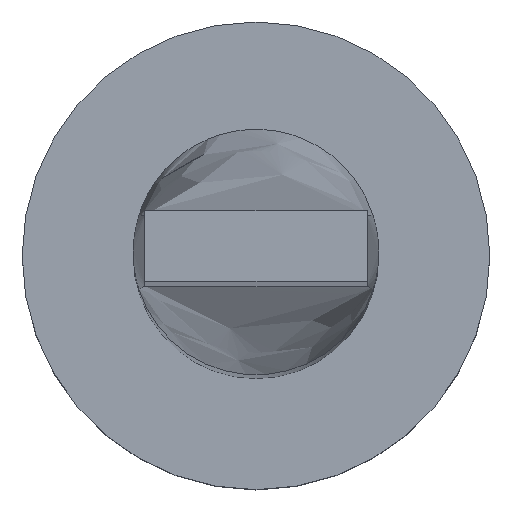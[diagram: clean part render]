
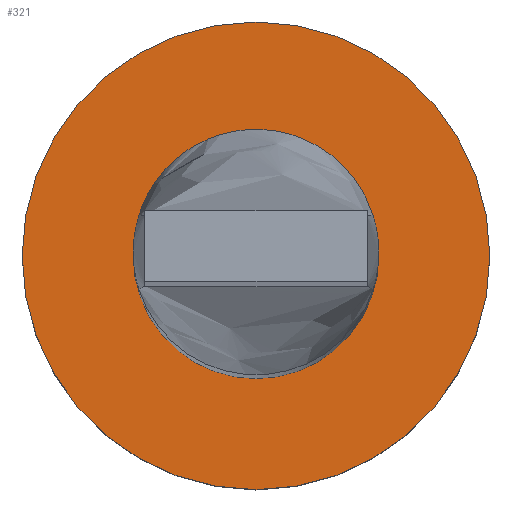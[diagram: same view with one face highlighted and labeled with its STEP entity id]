
A CAD part, top view. The second image highlights one B-rep face of the part: STEP entity #321.
In plain terms, the highlighted planar face has unit normal (0, 0, 1).
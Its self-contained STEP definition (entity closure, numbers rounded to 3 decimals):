
#47 = CARTESIAN_POINT ( 'NONE',  ( 0., 0., 3. ) ) ;
#67 = DIRECTION ( 'NONE',  ( 1., 0., 0. ) ) ;
#70 = ORIENTED_EDGE ( 'NONE', *, *, #391, .F. ) ;
#73 = CARTESIAN_POINT ( 'NONE',  ( 0., 0., 3. ) ) ;
#87 = PLANE ( 'NONE',  #198 ) ;
#103 = CARTESIAN_POINT ( 'NONE',  ( 0., 0., 3. ) ) ;
#111 = VERTEX_POINT ( 'NONE', #127 ) ;
#121 = CIRCLE ( 'NONE', #355, 2.1 ) ;
#127 = CARTESIAN_POINT ( 'NONE',  ( 4., 0., 3. ) ) ;
#129 = CARTESIAN_POINT ( 'NONE',  ( 2.1, 0., 3. ) ) ;
#153 = ORIENTED_EDGE ( 'NONE', *, *, #475, .T. ) ;
#161 = DIRECTION ( 'NONE',  ( 0., 0., 1. ) ) ;
#175 = ORIENTED_EDGE ( 'NONE', *, *, #535, .F. ) ;
#179 = AXIS2_PLACEMENT_3D ( 'NONE', #73, #161, #474 ) ;
#180 = CARTESIAN_POINT ( 'NONE',  ( 0., 0., 3. ) ) ;
#198 = AXIS2_PLACEMENT_3D ( 'NONE', #180, #541, #362 ) ;
#207 = EDGE_CURVE ( 'NONE', #449, #111, #286, .T. ) ;
#227 = DIRECTION ( 'NONE',  ( 0., 0., 1. ) ) ;
#286 = CIRCLE ( 'NONE', #179, 4. ) ;
#304 = EDGE_LOOP ( 'NONE', ( #175, #70 ) ) ;
#309 = AXIS2_PLACEMENT_3D ( 'NONE', #516, #513, #67 ) ;
#321 = ADVANCED_FACE ( 'NONE', ( #358, #496 ), #87, .T. ) ;
#323 = CIRCLE ( 'NONE', #309, 2.1 ) ;
#324 = AXIS2_PLACEMENT_3D ( 'NONE', #103, #469, #344 ) ;
#344 = DIRECTION ( 'NONE',  ( 1., 0., 0. ) ) ;
#345 = VERTEX_POINT ( 'NONE', #129 ) ;
#355 = AXIS2_PLACEMENT_3D ( 'NONE', #47, #227, #500 ) ;
#358 = FACE_BOUND ( 'NONE', #304, .T. ) ;
#362 = DIRECTION ( 'NONE',  ( 1., 0., 0. ) ) ;
#380 = CARTESIAN_POINT ( 'NONE',  ( -4., 0., 3. ) ) ;
#383 = VERTEX_POINT ( 'NONE', #464 ) ;
#391 = EDGE_CURVE ( 'NONE', #345, #383, #323, .T. ) ;
#411 = CIRCLE ( 'NONE', #324, 4. ) ;
#449 = VERTEX_POINT ( 'NONE', #380 ) ;
#464 = CARTESIAN_POINT ( 'NONE',  ( -2.1, 0., 3. ) ) ;
#469 = DIRECTION ( 'NONE',  ( 0., 0., 1. ) ) ;
#474 = DIRECTION ( 'NONE',  ( 1., 0., 0. ) ) ;
#475 = EDGE_CURVE ( 'NONE', #111, #449, #411, .T. ) ;
#493 = ORIENTED_EDGE ( 'NONE', *, *, #207, .T. ) ;
#496 = FACE_OUTER_BOUND ( 'NONE', #570, .T. ) ;
#500 = DIRECTION ( 'NONE',  ( 1., 0., 0. ) ) ;
#513 = DIRECTION ( 'NONE',  ( 0., 0., 1. ) ) ;
#516 = CARTESIAN_POINT ( 'NONE',  ( 0., 0., 3. ) ) ;
#535 = EDGE_CURVE ( 'NONE', #383, #345, #121, .T. ) ;
#541 = DIRECTION ( 'NONE',  ( 0., 0., 1. ) ) ;
#570 = EDGE_LOOP ( 'NONE', ( #493, #153 ) ) ;
